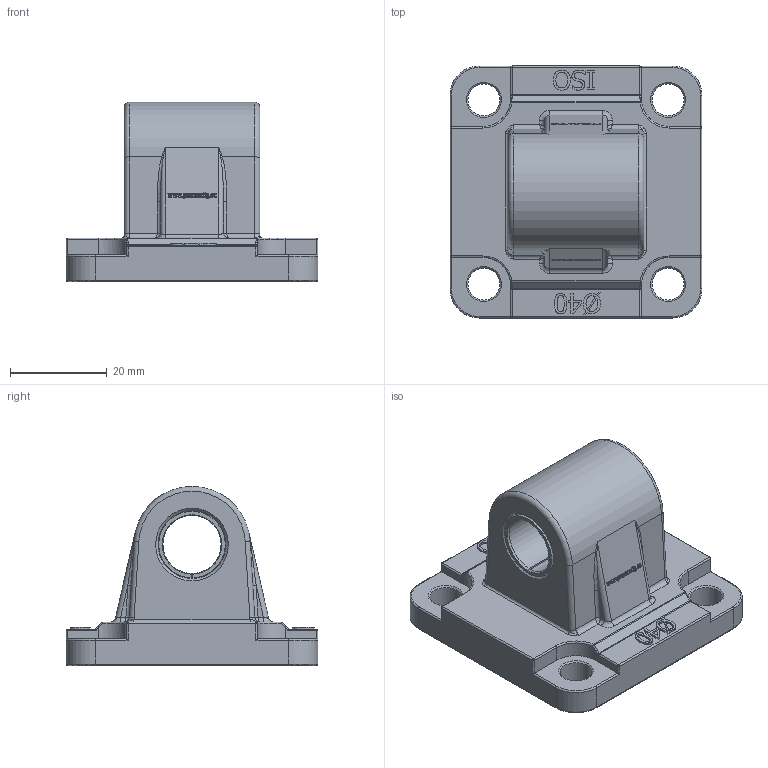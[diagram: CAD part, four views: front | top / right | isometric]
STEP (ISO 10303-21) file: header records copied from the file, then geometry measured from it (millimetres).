
FILE_DESCRIPTION(/* description */ (''),/* implementation_level */ '2;1');
FILE_NAME(/* name */ 'C-CFM-40.stp',/* time_stamp */ '2015-11-17T13:33:44+01:00',/* author */ (''),/* organization */ (''),/* preprocessor_version */ 'ST-DEVELOPER v15.2',/* originating_system */ 'Autodesk Translator Framework v2.0.0.5431',/* authorisation */ '');
FILE_SCHEMA (('AUTOMOTIVE_DESIGN { 1 0 10303 214 3 1 1 }'));
Length unit declared in the file: centimetre
Products named in the file (1): (Unsaved)
Bounding box: 52 x 52 x 37 mm (x, y, z)
Volume: 30631.1 mm3; surface area: 11211.6 mm2
Topology: 1 solids, 1 shells, 842 faces, 2264 edges, 1459 vertices
Faces by surface type: plane 379, bspline 329, cylinder 81, torus 22, cone 19, sphere 12
Full cylindrical faces by diameter (mm): 6.6 x4, 14 x1, 35 x1
Entity records: 29302 total; most frequent: CARTESIAN_POINT 10423, ORIENTED_EDGE 4460, DIRECTION 2857, EDGE_CURVE 2230, VERTEX_POINT 1453, LINE 1367, VECTOR 1367, EDGE_LOOP 915
